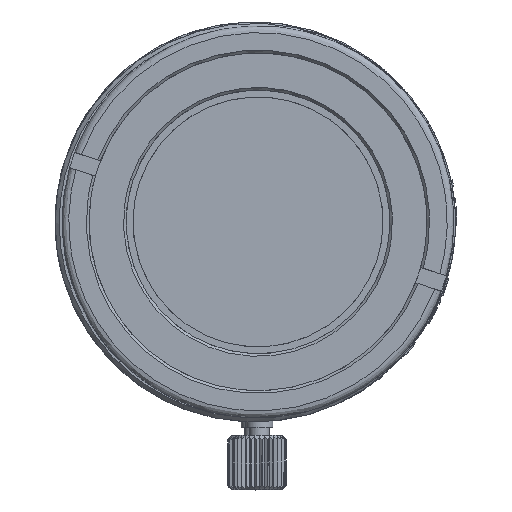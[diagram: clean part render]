
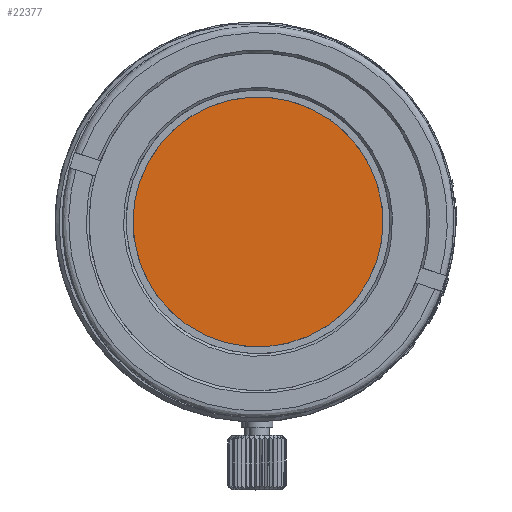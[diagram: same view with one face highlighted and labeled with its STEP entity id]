
A CAD part, top view. The second image highlights one B-rep face of the part: STEP entity #22377.
In plain terms, the highlighted free-form (B-spline) face has degree [1, 1] with [2, 2] control points.
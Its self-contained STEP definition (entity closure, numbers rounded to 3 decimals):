
#48 = CARTESIAN_POINT ( 'NONE',  ( 9.616, -22.651, 16.613 ) ) ;
#4592 = EDGE_CURVE ( 'NONE', #15341, #24274, #18340, .T. ) ;
#5570 = CARTESIAN_POINT ( 'NONE',  ( -2.663, -22.067, 16.613 ) ) ;
#7034 = FACE_OUTER_BOUND ( 'NONE', #21426, .T. ) ;
#8380 = CARTESIAN_POINT ( 'NONE',  ( 7.323, -21.35, 16.613 ) ) ;
#11376 = CARTESIAN_POINT ( 'NONE',  ( 9.033, -16.208, 16.613 ) ) ;
#12230 = CARTESIAN_POINT ( 'NONE',  ( 9.616, -3.929, 16.613 ) ) ;
#13887 = CARTESIAN_POINT ( 'NONE',  ( -8.522, -10.371, 16.613 ) ) ;
#15013 = ORIENTED_EDGE ( 'NONE', *, *, #4592, .F. ) ;
#15341 = VERTEX_POINT ( 'NONE', #37994 ) ;
#17000 = CARTESIAN_POINT ( 'NONE',  ( 9.033, -16.208, 16.613 ) ) ;
#18340 =( BOUNDED_CURVE ( )  B_SPLINE_CURVE ( 3, ( #13887, #26064, #20088, #26256 ),
 .UNSPECIFIED., .F., .F. ) 
 B_SPLINE_CURVE_WITH_KNOTS ( ( 4, 4 ),
 ( -9.104, -5.962 ),
 .UNSPECIFIED. ) 
 CURVE ( )  GEOMETRIC_REPRESENTATION_ITEM ( )  RATIONAL_B_SPLINE_CURVE ( ( 1., 0.333, 0.333, 1. ) ) 
 REPRESENTATION_ITEM ( '' )  );
#20088 = CARTESIAN_POINT ( 'NONE',  ( 14.87, 1.347, 16.613 ) ) ;
#20197 = CARTESIAN_POINT ( 'NONE',  ( 2.479, -23.777, 16.613 ) ) ;
#21426 = EDGE_LOOP ( 'NONE', ( #34194, #15013 ) ) ;
#22377 = ADVANCED_FACE ( 'NONE', ( #7034 ), #24735, .F. ) ;
#22970 =( BOUNDED_CURVE ( )  B_SPLINE_CURVE ( 3, ( #11376, #8380, #20197, #5570, #32366, #26174, #26755 ),
 .UNSPECIFIED., .F., .F. ) 
 B_SPLINE_CURVE_WITH_KNOTS ( ( 4, 3, 4 ),
 ( -5.962, -4.391, -2.821 ),
 .UNSPECIFIED. ) 
 CURVE ( )  GEOMETRIC_REPRESENTATION_ITEM ( )  RATIONAL_B_SPLINE_CURVE ( ( 1., 0.805, 0.805, 1., 0.805, 0.805, 1. ) ) 
 REPRESENTATION_ITEM ( '' )  );
#24274 = VERTEX_POINT ( 'NONE', #17000 ) ;
#24735 = B_SPLINE_SURFACE_WITH_KNOTS ( 'NONE', 1, 1, ( 
 ( #48, #12230 ),
 ( #29340, #35726 ) ),
 .UNSPECIFIED., .F., .F., .F.,
 ( 2, 2 ),
 ( 2, 2 ),
 ( 0., 1. ),
 ( 0., 1. ),
 .UNSPECIFIED. ) ;
#26064 = CARTESIAN_POINT ( 'NONE',  ( -2.685, 7.184, 16.613 ) ) ;
#26174 = CARTESIAN_POINT ( 'NONE',  ( -10.232, -15.513, 16.613 ) ) ;
#26256 = CARTESIAN_POINT ( 'NONE',  ( 9.033, -16.208, 16.613 ) ) ;
#26755 = CARTESIAN_POINT ( 'NONE',  ( -8.522, -10.371, 16.613 ) ) ;
#29340 = CARTESIAN_POINT ( 'NONE',  ( -9.106, -22.651, 16.613 ) ) ;
#29495 = EDGE_CURVE ( 'NONE', #24274, #15341, #22970, .T. ) ;
#32366 = CARTESIAN_POINT ( 'NONE',  ( -7.805, -20.358, 16.613 ) ) ;
#34194 = ORIENTED_EDGE ( 'NONE', *, *, #29495, .F. ) ;
#35726 = CARTESIAN_POINT ( 'NONE',  ( -9.106, -3.929, 16.613 ) ) ;
#37994 = CARTESIAN_POINT ( 'NONE',  ( -8.522, -10.371, 16.613 ) ) ;
